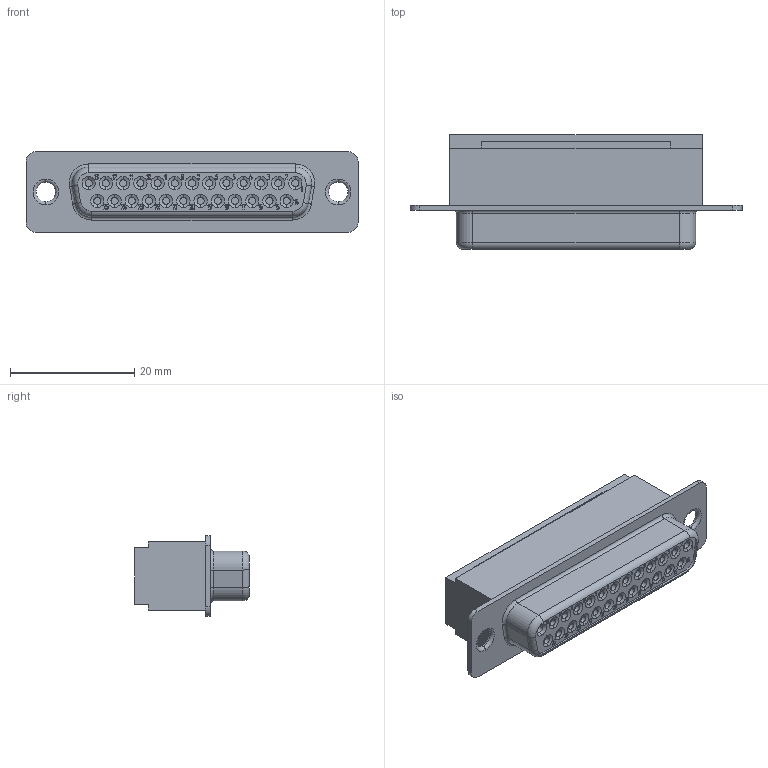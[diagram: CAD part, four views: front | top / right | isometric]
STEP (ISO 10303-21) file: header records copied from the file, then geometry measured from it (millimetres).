
FILE_DESCRIPTION(('Creo Elements/Direct Modeling STEP Export'),'2;1');
FILE_NAME('model.stp','2019-03-21T 7:36:38',(''),(''),'Creo Elements/Direct Modeling STEP processor for AP214 (Solid Model)','Creo Elements/Direct Modeling 20.1A 29-Sep-2018 (C) Parametric Technology GmbH','');
FILE_SCHEMA(('AUTOMOTIVE_DESIGN { 1 0 10303 214 1 1 1 1 }'));
Length unit declared in the file: millimetre
Products named in the file (2): VS-25-BU-DSUB-FK
Assembly tree (1 placements, depth 2):
  VS-25-BU-DSUB-FK
    VS-25-BU-DSUB-FK
Bounding box: 53.42 x 18.49 x 12.93 mm (x, y, z)
Volume: 7082.5 mm3; surface area: 3693.5 mm2
Topology: 1 solids, 1 shells, 1184 faces, 3317 edges, 2213 vertices
Faces by surface type: plane 933, cylinder 168, cone 50, extrusion 21, torus 12
Entity records: 46977 total; most frequent: CARTESIAN_POINT 7294, ORIENTED_EDGE 6634, DIRECTION 5695, EDGE_CURVE 3317, VECTOR 2811, LINE 2790, VERTEX_POINT 2213, AXIS2_PLACEMENT_3D 1442
